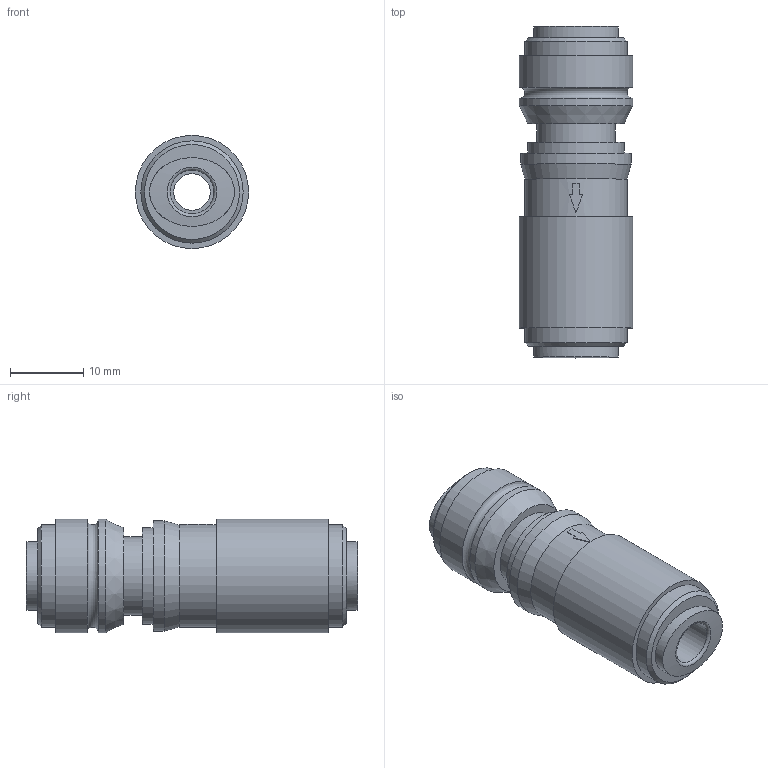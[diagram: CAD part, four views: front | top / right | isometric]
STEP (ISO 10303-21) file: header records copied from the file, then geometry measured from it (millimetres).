
FILE_DESCRIPTION((''),'2;1');
FILE_NAME('Fluidfit Products 3D Ass''HCVU 0606.stp','2011-07-05T10:59:55',('Microsoft'),(''),'Autodesk Inventor 2008','Autodesk Inventor 2008','');
FILE_SCHEMA(('AUTOMOTIVE_DESIGN { 1 0 10303 214 1 1 1 1 }'));
Length unit declared in the file: millimetre
Products named in the file (1): HCVU 0606
Bounding box: 15.5 x 45.45 x 15.5 mm (x, y, z)
Volume: 6209.9 mm3; surface area: 3382.7 mm2
Topology: 1 solids, 1 shells, 41 faces, 77 edges, 47 vertices
Faces by surface type: plane 17, cylinder 13, bspline 5, cone 4, torus 2
Full cylindrical faces by diameter (mm): 5 x1, 6 x2, 10.7 x1, 13.168 x1, 14 x3, 15.1 x1, 15.5 x3
Entity records: 1307 total; most frequent: CARTESIAN_POINT 519, DIRECTION 171, ORIENTED_EDGE 112, AXIS2_PLACEMENT_3D 80, EDGE_LOOP 73, EDGE_CURVE 56, VERTEX_POINT 47, FACE_OUTER_BOUND 41
